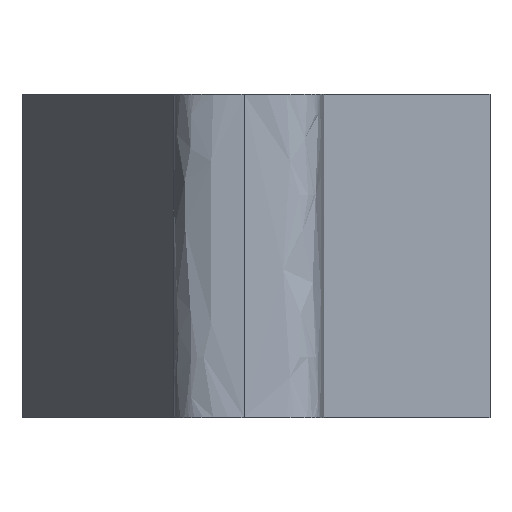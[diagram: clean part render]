
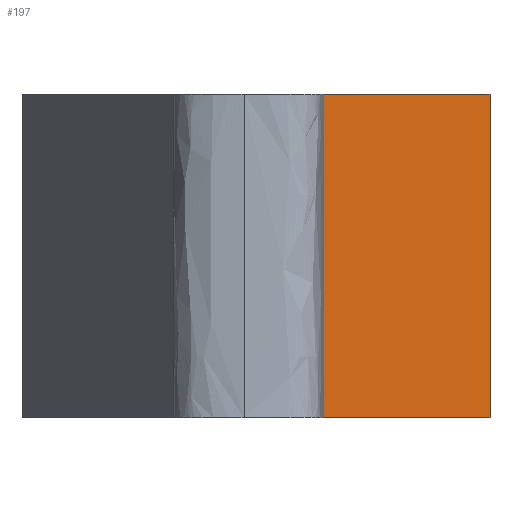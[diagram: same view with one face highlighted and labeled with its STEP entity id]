
A CAD part, front view. The second image highlights one B-rep face of the part: STEP entity #197.
In plain terms, the highlighted planar face has unit normal (0.745, -0.668, 0).
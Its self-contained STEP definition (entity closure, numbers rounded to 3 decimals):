
#26=FACE_OUTER_BOUND('',#37,.T.);
#37=EDGE_LOOP('',(#141,#142,#143,#144));
#52=LINE('',#282,#73);
#53=LINE('',#285,#74);
#54=LINE('',#287,#75);
#55=LINE('',#288,#76);
#73=VECTOR('',#240,10.);
#74=VECTOR('',#243,10.);
#75=VECTOR('',#244,10.);
#76=VECTOR('',#245,10.);
#92=VERTEX_POINT('',#278);
#93=VERTEX_POINT('',#280);
#94=VERTEX_POINT('',#284);
#95=VERTEX_POINT('',#286);
#112=EDGE_CURVE('',#92,#93,#52,.T.);
#113=EDGE_CURVE('',#92,#94,#53,.T.);
#114=EDGE_CURVE('',#95,#93,#54,.T.);
#115=EDGE_CURVE('',#94,#95,#55,.T.);
#141=ORIENTED_EDGE('',*,*,#113,.F.);
#142=ORIENTED_EDGE('',*,*,#112,.T.);
#143=ORIENTED_EDGE('',*,*,#114,.F.);
#144=ORIENTED_EDGE('',*,*,#115,.F.);
#189=PLANE('',#222);
#197=ADVANCED_FACE('',(#26),#189,.T.);
#222=AXIS2_PLACEMENT_3D('',#283,#241,#242);
#240=DIRECTION('',(0.,0.,1.));
#241=DIRECTION('center_axis',(0.745,-0.668,0.));
#242=DIRECTION('ref_axis',(0.668,0.745,0.));
#243=DIRECTION('',(-0.668,-0.745,0.));
#244=DIRECTION('',(0.668,0.745,0.));
#245=DIRECTION('',(0.,0.,1.));
#278=CARTESIAN_POINT('',(15.,-30.,0.));
#280=CARTESIAN_POINT('',(15.,-30.,25.));
#282=CARTESIAN_POINT('',(15.,-30.,0.));
#283=CARTESIAN_POINT('Origin',(2.142,-44.34,0.));
#284=CARTESIAN_POINT('',(2.142,-44.34,0.));
#285=CARTESIAN_POINT('',(15.,-30.,0.));
#286=CARTESIAN_POINT('',(2.142,-44.34,25.));
#287=CARTESIAN_POINT('',(15.,-30.,25.));
#288=CARTESIAN_POINT('',(2.142,-44.34,0.));
